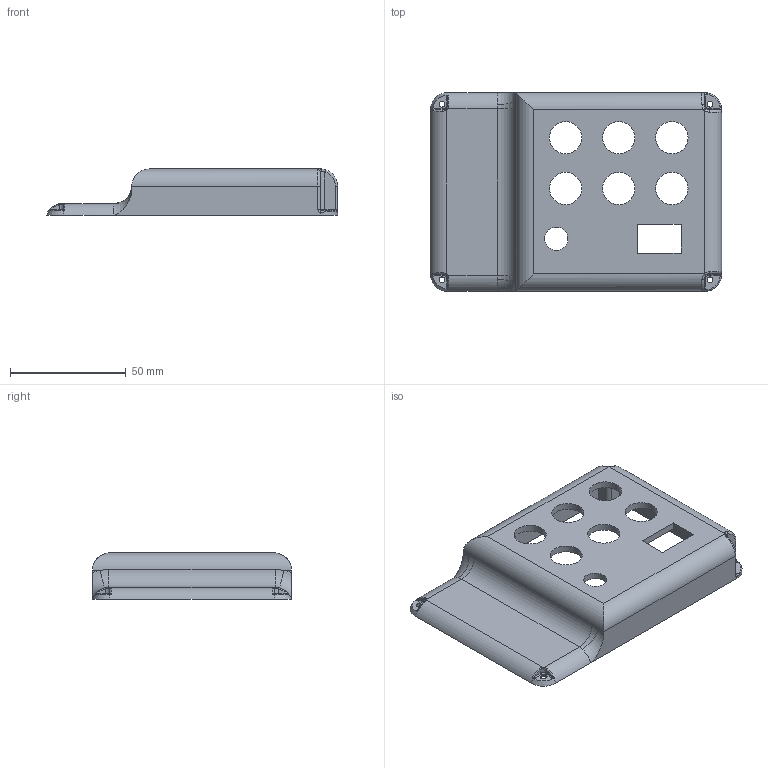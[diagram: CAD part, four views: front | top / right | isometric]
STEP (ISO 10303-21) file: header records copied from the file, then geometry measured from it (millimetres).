
FILE_DESCRIPTION(/* description */ (''),/* implementation_level */ '2;1');
FILE_NAME(/* name */ 'hood.step',/* time_stamp */ '2022-11-15T14:03:29-05:00',/* author */ (''),/* organization */ (''),/* preprocessor_version */ 'ST-DEVELOPER v19.2',/* originating_system */ 'Autodesk Translation Framework v11.17.0.187',/* authorisation */ '');
FILE_SCHEMA (('AUTOMOTIVE_DESIGN { 1 0 10303 214 3 1 1 }'));
Length unit declared in the file: millimetre
Products named in the file (1): hood
Bounding box: 126 x 86 x 20 mm (x, y, z)
Volume: 41200.4 mm3; surface area: 30196.7 mm2
Topology: 1 solids, 1 shells, 140 faces, 355 edges, 216 vertices
Faces by surface type: cylinder 47, plane 35, bspline 32, torus 26
Full cylindrical faces by diameter (mm): 2.5 x4, 10 x1, 14 x6
Entity records: 5070 total; most frequent: CARTESIAN_POINT 1738, ORIENTED_EDGE 710, DIRECTION 669, EDGE_CURVE 355, AXIS2_PLACEMENT_3D 277, VERTEX_POINT 216, CIRCLE 164, EDGE_LOOP 163
